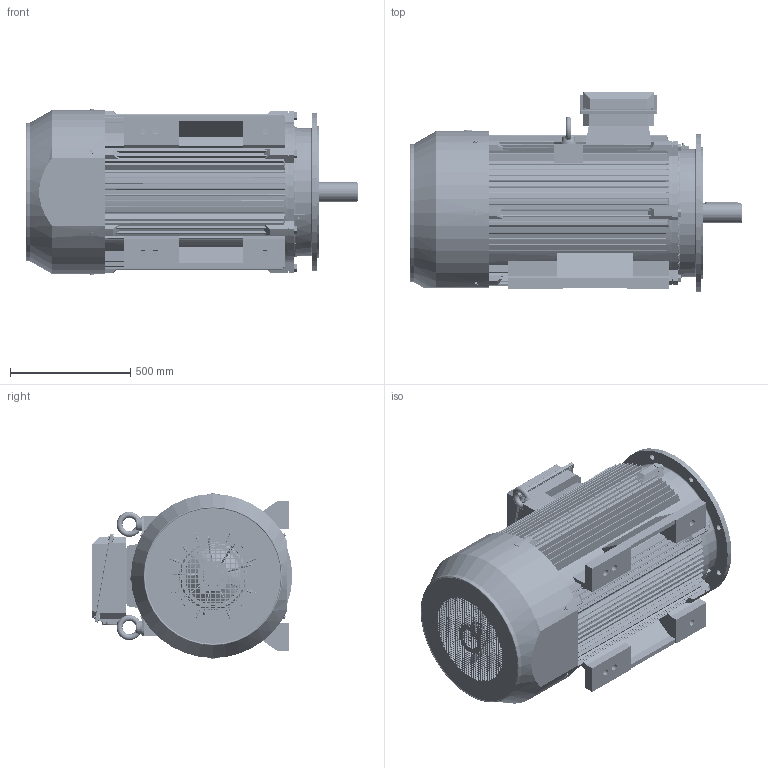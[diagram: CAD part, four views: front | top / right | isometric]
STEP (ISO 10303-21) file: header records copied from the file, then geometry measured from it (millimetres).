
FILE_DESCRIPTION (( 'STEP AP203' ), '1' );
FILE_NAME ('TC 315M-L-4 B35外形图（BUSCK）.STEP', '2019-03-12T01:59:23', ( 'abc' ), ( '' ), 'SwSTEP 2.0', 'SolidWorks 2008', '' );
FILE_SCHEMA (( 'CONFIG_CONTROL_DESIGN' ));
Length unit declared in the file: millimetre
Products named in the file (25): TC 315-4风罩_默认; 扣塞_默认; ｷ釁ﾖﾂﾝｶ､ｼﾓｵ貳ｬ_ﾄｬﾈﾏ; M20-70_默认; 吊环M30_默认; TFC440T-盖(BUSCK)_默认; NEMA 440接线盒座、盖垫_默认; 315螺套板_默认; TC 315-4 B3后端盖_默认; TC 315M-L-4 B35外形图（BUSCK）; TC 315M-L机壳_默认; TC 315-4轴承內盖_默认; TC 315-4轴承外盖_默认; TC 315M-4转轴_默认; M10-90_默认; TC 315-4风叶_默认; 油封120-95-12_默认; 铜油嘴_默认; TC 315铭牌_默认; TC 315-4 B5法兰_默认; TC 315接线盒（BUSCK)_默认; TC 315-TFC440T-座 _默认; M8-20_默认; M63螺塞_默认; M8X20_默认
Assembly tree (49 placements, depth 3):
  TC 315M-L-4 B35外形图（BUSCK）
    ｷ釁ﾖﾂﾝｶ､ｼﾓｵ貳ｬ_ﾄｬﾈﾏ  x6
    M20-70_默认  x6
    吊环M30_默认  x2
    TC 315-4轴承外盖_默认  x2
    油封120-95-12_默认  x2
    铜油嘴_默认  x2
    M10-90_默认  x4
    TC 315接线盒（BUSCK)_默认
      NEMA 440接线盒座、盖垫_默认
      TFC440T-盖(BUSCK)_默认
      M8-20_默认  x4
      M63螺塞_默认  x2
      M8X20_默认  x4
      TC 315-TFC440T-座 _默认
      315螺套板_默认
    TC 315-4风罩_默认
    TC 315-4 B5法兰_默认
    TC 315铭牌_默认
    TC 315-4 B3后端盖_默认
    扣塞_默认
    TC 315-4风叶_默认
    TC 315-4轴承內盖_默认  x2
    TC 315M-L机壳_默认
    TC 315M-4转轴_默认
Bounding box: 1382 x 834.9 x 694.6 mm (x, y, z)
Volume: 117709003.1 mm3; surface area: 13431075.6 mm2
Topology: 50 solids, 50 shells, 8254 faces, 23300 edges, 15284 vertices
Faces by surface type: plane 5919, cylinder 1060, cone 485, torus 411, bspline 217, sphere 162
Entity records: 268475 total; most frequent: CARTESIAN_POINT 73439, ORIENTED_EDGE 41608, DIRECTION 35633, EDGE_CURVE 20804, VECTOR 15479, LINE 15479, VERTEX_POINT 13690, AXIS2_PLACEMENT_3D 10077
